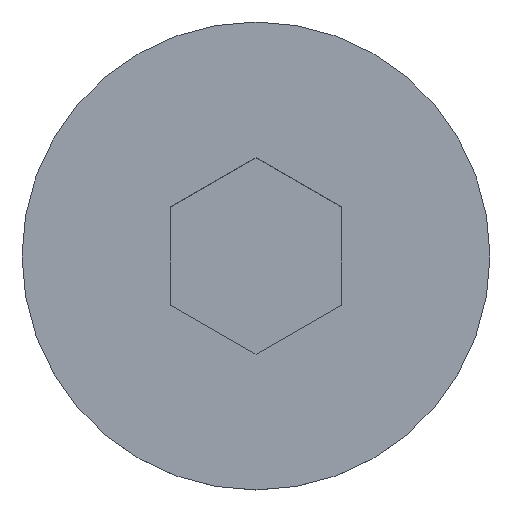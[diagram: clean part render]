
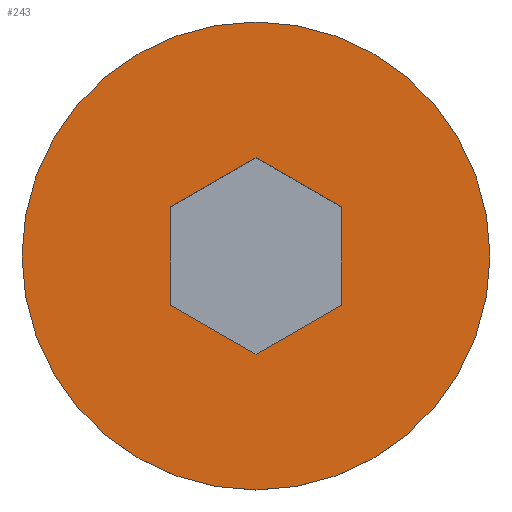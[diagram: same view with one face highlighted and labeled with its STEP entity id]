
A CAD part, top view. The second image highlights one B-rep face of the part: STEP entity #243.
In plain terms, the highlighted planar face has unit normal (0, 0, 1).
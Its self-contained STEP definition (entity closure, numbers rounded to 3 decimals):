
#3 = EDGE_CURVE ( 'NONE', #350, #459, #359, .T. ) ;
#4 = DIRECTION ( 'NONE',  ( 0., 0., 1. ) ) ;
#5 = VERTEX_POINT ( 'NONE', #87 ) ;
#8 = CARTESIAN_POINT ( 'NONE',  ( 0., 0., 2. ) ) ;
#13 = ORIENTED_EDGE ( 'NONE', *, *, #30, .F. ) ;
#20 = DIRECTION ( 'NONE',  ( -0.866, 0.5, 0. ) ) ;
#23 = CARTESIAN_POINT ( 'NONE',  ( 0., -1.155, 2. ) ) ;
#30 = EDGE_CURVE ( 'NONE', #53, #279, #61, .T. ) ;
#38 = CARTESIAN_POINT ( 'NONE',  ( -1., -0.577, 2. ) ) ;
#43 = VERTEX_POINT ( 'NONE', #364 ) ;
#51 = VECTOR ( 'NONE', #20, 1000. ) ;
#53 = VERTEX_POINT ( 'NONE', #208 ) ;
#54 = CARTESIAN_POINT ( 'NONE',  ( 0., 0., 2. ) ) ;
#59 = DIRECTION ( 'NONE',  ( 0., 1., 0. ) ) ;
#61 = LINE ( 'NONE', #23, #293 ) ;
#71 = CARTESIAN_POINT ( 'NONE',  ( 1., 0.577, 2. ) ) ;
#74 = CARTESIAN_POINT ( 'NONE',  ( -1., 0.577, 2. ) ) ;
#75 = ORIENTED_EDGE ( 'NONE', *, *, #444, .F. ) ;
#84 = VECTOR ( 'NONE', #256, 1000. ) ;
#86 = DIRECTION ( 'NONE',  ( 1., 0., 0. ) ) ;
#87 = CARTESIAN_POINT ( 'NONE',  ( -1., 0.577, 2. ) ) ;
#100 = CARTESIAN_POINT ( 'NONE',  ( 0., 0., 2. ) ) ;
#105 = EDGE_CURVE ( 'NONE', #5, #478, #188, .T. ) ;
#106 = DIRECTION ( 'NONE',  ( -0.866, -0.5, 0. ) ) ;
#108 = LINE ( 'NONE', #137, #360 ) ;
#116 = ORIENTED_EDGE ( 'NONE', *, *, #391, .F. ) ;
#123 = DIRECTION ( 'NONE',  ( 1., 0., 0. ) ) ;
#124 = PLANE ( 'NONE',  #145 ) ;
#129 = VERTEX_POINT ( 'NONE', #71 ) ;
#137 = CARTESIAN_POINT ( 'NONE',  ( 0., 1.155, 2. ) ) ;
#144 = CARTESIAN_POINT ( 'NONE',  ( 2.75, 0., 2. ) ) ;
#145 = AXIS2_PLACEMENT_3D ( 'NONE', #54, #4, #86 ) ;
#163 = EDGE_LOOP ( 'NONE', ( #440, #75, #13, #316, #193, #116 ) ) ;
#188 = LINE ( 'NONE', #74, #84 ) ;
#193 = ORIENTED_EDGE ( 'NONE', *, *, #105, .F. ) ;
#203 = ORIENTED_EDGE ( 'NONE', *, *, #3, .T. ) ;
#208 = CARTESIAN_POINT ( 'NONE',  ( 0., -1.155, 2. ) ) ;
#209 = CARTESIAN_POINT ( 'NONE',  ( 1., -0.577, 2. ) ) ;
#219 = ORIENTED_EDGE ( 'NONE', *, *, #290, .T. ) ;
#237 = CIRCLE ( 'NONE', #287, 2.75 ) ;
#241 = DIRECTION ( 'NONE',  ( 0.866, -0.5, 0. ) ) ;
#242 = DIRECTION ( 'NONE',  ( 0., 0., 1. ) ) ;
#243 = ADVANCED_FACE ( 'NONE', ( #458, #349 ), #124, .T. ) ;
#245 = DIRECTION ( 'NONE',  ( 0.866, 0.5, 0. ) ) ;
#256 = DIRECTION ( 'NONE',  ( 0., -1., 0. ) ) ;
#279 = VERTEX_POINT ( 'NONE', #392 ) ;
#287 = AXIS2_PLACEMENT_3D ( 'NONE', #8, #395, #123 ) ;
#288 = CARTESIAN_POINT ( 'NONE',  ( -2.75, 0., 2. ) ) ;
#290 = EDGE_CURVE ( 'NONE', #459, #350, #237, .T. ) ;
#293 = VECTOR ( 'NONE', #245, 1000. ) ;
#316 = ORIENTED_EDGE ( 'NONE', *, *, #342, .F. ) ;
#327 = CARTESIAN_POINT ( 'NONE',  ( -1., -0.577, 2. ) ) ;
#342 = EDGE_CURVE ( 'NONE', #478, #53, #403, .T. ) ;
#349 = FACE_OUTER_BOUND ( 'NONE', #443, .T. ) ;
#350 = VERTEX_POINT ( 'NONE', #288 ) ;
#359 = CIRCLE ( 'NONE', #400, 2.75 ) ;
#360 = VECTOR ( 'NONE', #106, 1000. ) ;
#361 = LINE ( 'NONE', #362, #51 ) ;
#362 = CARTESIAN_POINT ( 'NONE',  ( 1., 0.577, 2. ) ) ;
#364 = CARTESIAN_POINT ( 'NONE',  ( 0., 1.155, 2. ) ) ;
#391 = EDGE_CURVE ( 'NONE', #43, #5, #108, .T. ) ;
#392 = CARTESIAN_POINT ( 'NONE',  ( 1., -0.577, 2. ) ) ;
#395 = DIRECTION ( 'NONE',  ( 0., 0., 1. ) ) ;
#398 = LINE ( 'NONE', #209, #401 ) ;
#400 = AXIS2_PLACEMENT_3D ( 'NONE', #100, #242, #421 ) ;
#401 = VECTOR ( 'NONE', #59, 1000. ) ;
#403 = LINE ( 'NONE', #327, #425 ) ;
#421 = DIRECTION ( 'NONE',  ( 1., 0., 0. ) ) ;
#425 = VECTOR ( 'NONE', #241, 1000. ) ;
#440 = ORIENTED_EDGE ( 'NONE', *, *, #449, .F. ) ;
#443 = EDGE_LOOP ( 'NONE', ( #203, #219 ) ) ;
#444 = EDGE_CURVE ( 'NONE', #279, #129, #398, .T. ) ;
#449 = EDGE_CURVE ( 'NONE', #129, #43, #361, .T. ) ;
#458 = FACE_BOUND ( 'NONE', #163, .T. ) ;
#459 = VERTEX_POINT ( 'NONE', #144 ) ;
#478 = VERTEX_POINT ( 'NONE', #38 ) ;
